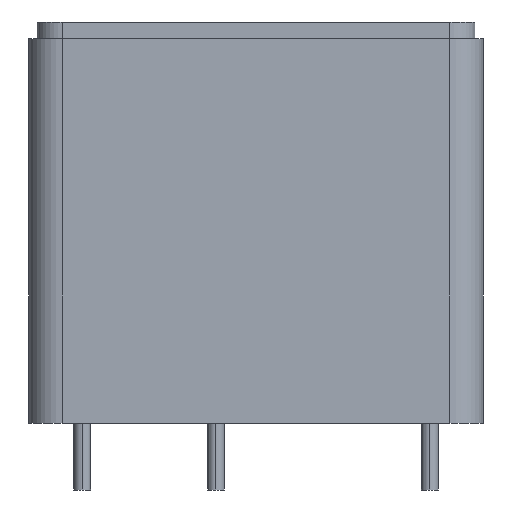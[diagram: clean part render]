
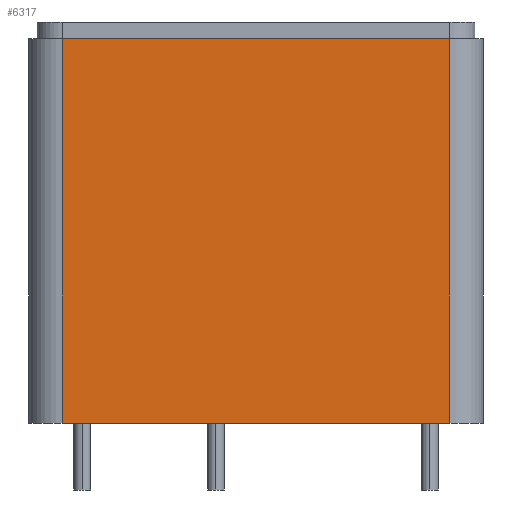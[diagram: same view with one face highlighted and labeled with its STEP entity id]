
A CAD part, left-side view. The second image highlights one B-rep face of the part: STEP entity #6317.
In plain terms, the highlighted planar face has unit normal (-1, 0, 0).
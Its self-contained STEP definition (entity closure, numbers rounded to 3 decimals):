
#194 = VERTEX_POINT ( 'NONE', #6861 ) ;
#514 = EDGE_CURVE ( 'NONE', #194, #6634, #3486, .T. ) ;
#571 = CARTESIAN_POINT ( 'NONE',  ( -26.2, 11.6, 23. ) ) ;
#741 = DIRECTION ( 'NONE',  ( 0., 0., -1. ) ) ;
#859 = EDGE_CURVE ( 'NONE', #4807, #6634, #5508, .T. ) ;
#1032 = DIRECTION ( 'NONE',  ( 0., 1., 0. ) ) ;
#1145 = ORIENTED_EDGE ( 'NONE', *, *, #7382, .T. ) ;
#1311 = CARTESIAN_POINT ( 'NONE',  ( -26.2, 11.6, 0. ) ) ;
#1406 = FACE_OUTER_BOUND ( 'NONE', #5505, .T. ) ;
#1526 = VECTOR ( 'NONE', #1032, 1000. ) ;
#1617 = VERTEX_POINT ( 'NONE', #5490 ) ;
#1757 = ORIENTED_EDGE ( 'NONE', *, *, #5868, .T. ) ;
#1879 = VECTOR ( 'NONE', #2337, 1000. ) ;
#2128 = DIRECTION ( 'NONE',  ( 0., -1., 0. ) ) ;
#2130 = PLANE ( 'NONE',  #3654 ) ;
#2337 = DIRECTION ( 'NONE',  ( 0., 0., -1. ) ) ;
#2790 = VECTOR ( 'NONE', #741, 1000. ) ;
#2866 = VECTOR ( 'NONE', #2128, 1000. ) ;
#3046 = CARTESIAN_POINT ( 'NONE',  ( -26.2, 11.6, 0. ) ) ;
#3486 = LINE ( 'NONE', #6347, #1879 ) ;
#3654 = AXIS2_PLACEMENT_3D ( 'NONE', #4476, #4404, #6715 ) ;
#3655 = LINE ( 'NONE', #3046, #2790 ) ;
#3981 = LINE ( 'NONE', #571, #1526 ) ;
#4404 = DIRECTION ( 'NONE',  ( -1., 0., 0. ) ) ;
#4476 = CARTESIAN_POINT ( 'NONE',  ( -26.2, 11.6, 0. ) ) ;
#4807 = VERTEX_POINT ( 'NONE', #1311 ) ;
#5125 = ORIENTED_EDGE ( 'NONE', *, *, #514, .F. ) ;
#5490 = CARTESIAN_POINT ( 'NONE',  ( -26.2, 11.6, 23. ) ) ;
#5505 = EDGE_LOOP ( 'NONE', ( #1145, #1757, #6842, #5125 ) ) ;
#5508 = LINE ( 'NONE', #7358, #2866 ) ;
#5868 = EDGE_CURVE ( 'NONE', #1617, #4807, #3655, .T. ) ;
#6317 = ADVANCED_FACE ( 'NONE', ( #1406 ), #2130, .T. ) ;
#6347 = CARTESIAN_POINT ( 'NONE',  ( -26.2, -11.6, 0. ) ) ;
#6634 = VERTEX_POINT ( 'NONE', #7283 ) ;
#6715 = DIRECTION ( 'NONE',  ( 0., 0., 1. ) ) ;
#6842 = ORIENTED_EDGE ( 'NONE', *, *, #859, .T. ) ;
#6861 = CARTESIAN_POINT ( 'NONE',  ( -26.2, -11.6, 23. ) ) ;
#7283 = CARTESIAN_POINT ( 'NONE',  ( -26.2, -11.6, 0. ) ) ;
#7358 = CARTESIAN_POINT ( 'NONE',  ( -26.2, 0., 0. ) ) ;
#7382 = EDGE_CURVE ( 'NONE', #194, #1617, #3981, .T. ) ;
